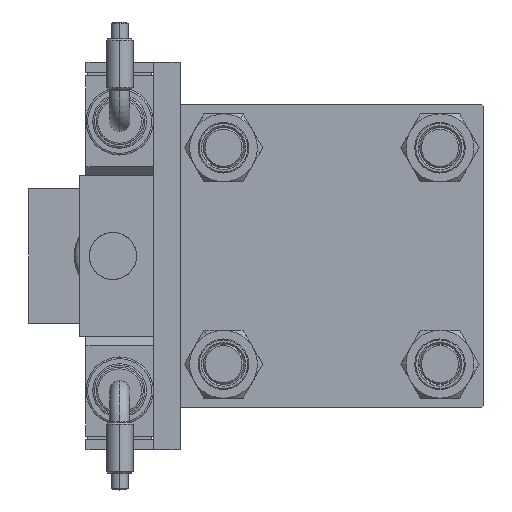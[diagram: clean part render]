
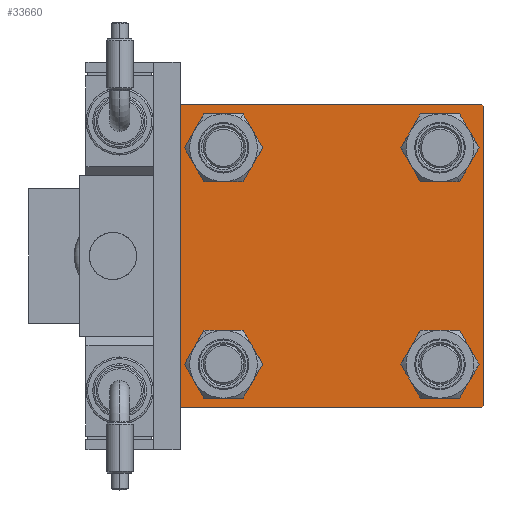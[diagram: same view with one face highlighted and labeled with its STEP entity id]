
A CAD part, left-side view. The second image highlights one B-rep face of the part: STEP entity #33660.
In plain terms, the highlighted planar face has unit normal (-1, 0, 0).
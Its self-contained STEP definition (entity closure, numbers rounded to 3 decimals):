
#310 = LINE ( 'NONE', #41298, #19500 ) ;
#441 = CARTESIAN_POINT ( 'NONE',  ( 0., -32.15, 25.65 ) ) ;
#589 = CIRCLE ( 'NONE', #15571, 6.5 ) ;
#895 = CARTESIAN_POINT ( 'NONE',  ( 0., 32.15, -25.65 ) ) ;
#1215 = DIRECTION ( 'NONE',  ( 0., 0., 1. ) ) ;
#2076 = ORIENTED_EDGE ( 'NONE', *, *, #55968, .T. ) ;
#2531 = VERTEX_POINT ( 'NONE', #54863 ) ;
#2677 = VERTEX_POINT ( 'NONE', #55442 ) ;
#2754 = ORIENTED_EDGE ( 'NONE', *, *, #27257, .T. ) ;
#2756 = DIRECTION ( 'NONE',  ( 0., 0., -1. ) ) ;
#2871 = EDGE_CURVE ( 'NONE', #52717, #54028, #30356, .T. ) ;
#2958 = EDGE_CURVE ( 'NONE', #44150, #55323, #19115, .T. ) ;
#2963 = EDGE_CURVE ( 'NONE', #6888, #32865, #20994, .T. ) ;
#3044 = VERTEX_POINT ( 'NONE', #19948 ) ;
#3421 = AXIS2_PLACEMENT_3D ( 'NONE', #3658, #50492, #14766 ) ;
#3658 = CARTESIAN_POINT ( 'NONE',  ( 0., 0., 0. ) ) ;
#3710 = EDGE_LOOP ( 'NONE', ( #9363, #57225 ) ) ;
#5112 = EDGE_LOOP ( 'NONE', ( #28828, #53878 ) ) ;
#5322 = DIRECTION ( 'NONE',  ( 0., 0., -1. ) ) ;
#6091 = VERTEX_POINT ( 'NONE', #56821 ) ;
#6648 = VERTEX_POINT ( 'NONE', #441 ) ;
#6888 = VERTEX_POINT ( 'NONE', #45454 ) ;
#7061 = EDGE_CURVE ( 'NONE', #53484, #6648, #589, .T. ) ;
#7145 = CARTESIAN_POINT ( 'NONE',  ( 0., 45., 45. ) ) ;
#7358 = CARTESIAN_POINT ( 'NONE',  ( 0., -44.75, 44.75 ) ) ;
#7910 = AXIS2_PLACEMENT_3D ( 'NONE', #21741, #22892, #40477 ) ;
#8036 = CARTESIAN_POINT ( 'NONE',  ( 0., 44.75, 44.75 ) ) ;
#8202 = DIRECTION ( 'NONE',  ( 1., 0., 0. ) ) ;
#8606 = ORIENTED_EDGE ( 'NONE', *, *, #2871, .T. ) ;
#9363 = ORIENTED_EDGE ( 'NONE', *, *, #2963, .T. ) ;
#10046 = ORIENTED_EDGE ( 'NONE', *, *, #32705, .T. ) ;
#10864 = DIRECTION ( 'NONE',  ( 0., 0., 1. ) ) ;
#12100 = DIRECTION ( 'NONE',  ( 1., 0., 0. ) ) ;
#12335 = ORIENTED_EDGE ( 'NONE', *, *, #31503, .T. ) ;
#12597 = AXIS2_PLACEMENT_3D ( 'NONE', #23476, #41044, #1215 ) ;
#12828 = ORIENTED_EDGE ( 'NONE', *, *, #54078, .T. ) ;
#13200 = DIRECTION ( 'NONE',  ( 0., 0.707, 0.707 ) ) ;
#13603 = FACE_OUTER_BOUND ( 'NONE', #30466, .T. ) ;
#14766 = DIRECTION ( 'NONE',  ( 0., 0., 1. ) ) ;
#15571 = AXIS2_PLACEMENT_3D ( 'NONE', #46042, #28187, #23500 ) ;
#16142 = LINE ( 'NONE', #7358, #40719 ) ;
#16212 = DIRECTION ( 'NONE',  ( 0., -0.707, 0.707 ) ) ;
#17442 = ORIENTED_EDGE ( 'NONE', *, *, #30861, .T. ) ;
#17558 = ORIENTED_EDGE ( 'NONE', *, *, #27510, .F. ) ;
#17700 = FACE_BOUND ( 'NONE', #48693, .T. ) ;
#17874 = VERTEX_POINT ( 'NONE', #54082 ) ;
#19115 = CIRCLE ( 'NONE', #12597, 6.5 ) ;
#19366 = ORIENTED_EDGE ( 'NONE', *, *, #7061, .T. ) ;
#19500 = VECTOR ( 'NONE', #53889, 1000. ) ;
#19755 = LINE ( 'NONE', #37609, #43512 ) ;
#19948 = CARTESIAN_POINT ( 'NONE',  ( 0., -45., 44.5 ) ) ;
#20087 = AXIS2_PLACEMENT_3D ( 'NONE', #32251, #55086, #10864 ) ;
#20105 = DIRECTION ( 'NONE',  ( 0., 0., 1. ) ) ;
#20994 = CIRCLE ( 'NONE', #20087, 6.5 ) ;
#21738 = LINE ( 'NONE', #53352, #48117 ) ;
#21741 = CARTESIAN_POINT ( 'NONE',  ( 0., 32.15, -32.15 ) ) ;
#21772 = LINE ( 'NONE', #7145, #25141 ) ;
#21832 = CARTESIAN_POINT ( 'NONE',  ( 0., 45., -45. ) ) ;
#22892 = DIRECTION ( 'NONE',  ( 1., 0., 0. ) ) ;
#23290 = VERTEX_POINT ( 'NONE', #29725 ) ;
#23476 = CARTESIAN_POINT ( 'NONE',  ( 0., 32.15, 32.15 ) ) ;
#23483 = CARTESIAN_POINT ( 'NONE',  ( 0., -45., 45. ) ) ;
#23500 = DIRECTION ( 'NONE',  ( 0., 0., 1. ) ) ;
#24510 = CARTESIAN_POINT ( 'NONE',  ( 0., 32.15, 32.15 ) ) ;
#25141 = VECTOR ( 'NONE', #2756, 1000. ) ;
#26024 = EDGE_LOOP ( 'NONE', ( #19366, #2754 ) ) ;
#26638 = AXIS2_PLACEMENT_3D ( 'NONE', #24510, #42366, #20105 ) ;
#27257 = EDGE_CURVE ( 'NONE', #6648, #53484, #48038, .T. ) ;
#27510 = EDGE_CURVE ( 'NONE', #3044, #56187, #41052, .T. ) ;
#27680 = VECTOR ( 'NONE', #39087, 1000. ) ;
#27892 = VECTOR ( 'NONE', #39695, 1000. ) ;
#28187 = DIRECTION ( 'NONE',  ( 1., 0., 0. ) ) ;
#28828 = ORIENTED_EDGE ( 'NONE', *, *, #29051, .T. ) ;
#29051 = EDGE_CURVE ( 'NONE', #55323, #44150, #52797, .T. ) ;
#29258 = EDGE_CURVE ( 'NONE', #23290, #2677, #21738, .T. ) ;
#29693 = CARTESIAN_POINT ( 'NONE',  ( 0., 32.15, -32.15 ) ) ;
#29725 = CARTESIAN_POINT ( 'NONE',  ( 0., 44.5, 45. ) ) ;
#30230 = DIRECTION ( 'NONE',  ( 0., -1., 0. ) ) ;
#30338 = EDGE_CURVE ( 'NONE', #6091, #56187, #19755, .T. ) ;
#30356 = CIRCLE ( 'NONE', #7910, 6.5 ) ;
#30450 = CARTESIAN_POINT ( 'NONE',  ( 0., -32.15, -32.15 ) ) ;
#30466 = EDGE_LOOP ( 'NONE', ( #2076, #12828, #55998, #56238, #17558, #17442, #31030, #10046 ) ) ;
#30861 = EDGE_CURVE ( 'NONE', #3044, #2677, #16142, .T. ) ;
#31011 = CARTESIAN_POINT ( 'NONE',  ( 0., 32.15, 38.65 ) ) ;
#31030 = ORIENTED_EDGE ( 'NONE', *, *, #29258, .F. ) ;
#31503 = EDGE_CURVE ( 'NONE', #54028, #52717, #54763, .T. ) ;
#32251 = CARTESIAN_POINT ( 'NONE',  ( 0., -32.15, -32.15 ) ) ;
#32705 = EDGE_CURVE ( 'NONE', #23290, #2531, #52260, .T. ) ;
#32865 = VERTEX_POINT ( 'NONE', #41105 ) ;
#33660 = ADVANCED_FACE ( 'NONE', ( #39966, #57810, #17700, #35561, #13603 ), #43775, .T. ) ;
#34034 = AXIS2_PLACEMENT_3D ( 'NONE', #56590, #12100, #42564 ) ;
#35561 = FACE_BOUND ( 'NONE', #5112, .T. ) ;
#37609 = CARTESIAN_POINT ( 'NONE',  ( 0., -44.75, -44.75 ) ) ;
#39087 = DIRECTION ( 'NONE',  ( 0., 0.707, -0.707 ) ) ;
#39695 = DIRECTION ( 'NONE',  ( 0., -1., 0. ) ) ;
#39844 = EDGE_CURVE ( 'NONE', #32865, #6888, #49374, .T. ) ;
#39966 = FACE_BOUND ( 'NONE', #26024, .T. ) ;
#40477 = DIRECTION ( 'NONE',  ( 0., 0., 1. ) ) ;
#40683 = EDGE_CURVE ( 'NONE', #43439, #6091, #45235, .T. ) ;
#40719 = VECTOR ( 'NONE', #13200, 1000. ) ;
#41044 = DIRECTION ( 'NONE',  ( 1., 0., 0. ) ) ;
#41052 = LINE ( 'NONE', #23483, #54600 ) ;
#41105 = CARTESIAN_POINT ( 'NONE',  ( 0., -32.15, -38.65 ) ) ;
#41298 = CARTESIAN_POINT ( 'NONE',  ( 0., 44.75, -44.75 ) ) ;
#41411 = CARTESIAN_POINT ( 'NONE',  ( 0., 44.5, -45. ) ) ;
#41655 = CARTESIAN_POINT ( 'NONE',  ( 0., -45., -44.5 ) ) ;
#42366 = DIRECTION ( 'NONE',  ( 1., 0., 0. ) ) ;
#42564 = DIRECTION ( 'NONE',  ( 0., 0., 1. ) ) ;
#43439 = VERTEX_POINT ( 'NONE', #41411 ) ;
#43512 = VECTOR ( 'NONE', #16212, 1000. ) ;
#43775 = PLANE ( 'NONE',  #3421 ) ;
#43928 = DIRECTION ( 'NONE',  ( 0., 0., 1. ) ) ;
#44150 = VERTEX_POINT ( 'NONE', #54104 ) ;
#45235 = LINE ( 'NONE', #21832, #27892 ) ;
#45454 = CARTESIAN_POINT ( 'NONE',  ( 0., -32.15, -25.65 ) ) ;
#46042 = CARTESIAN_POINT ( 'NONE',  ( 0., -32.15, 32.15 ) ) ;
#47841 = DIRECTION ( 'NONE',  ( 0., 0., 1. ) ) ;
#48038 = CIRCLE ( 'NONE', #34034, 6.5 ) ;
#48117 = VECTOR ( 'NONE', #30230, 1000. ) ;
#48693 = EDGE_LOOP ( 'NONE', ( #12335, #8606 ) ) ;
#49107 = CARTESIAN_POINT ( 'NONE',  ( 0., 32.15, -38.65 ) ) ;
#49374 = CIRCLE ( 'NONE', #54044, 6.5 ) ;
#50492 = DIRECTION ( 'NONE',  ( -1., 0., 0. ) ) ;
#51956 = AXIS2_PLACEMENT_3D ( 'NONE', #29693, #52799, #47841 ) ;
#52260 = LINE ( 'NONE', #8036, #27680 ) ;
#52717 = VERTEX_POINT ( 'NONE', #49107 ) ;
#52797 = CIRCLE ( 'NONE', #26638, 6.5 ) ;
#52799 = DIRECTION ( 'NONE',  ( 1., 0., 0. ) ) ;
#53352 = CARTESIAN_POINT ( 'NONE',  ( 0., 45., 45. ) ) ;
#53484 = VERTEX_POINT ( 'NONE', #57614 ) ;
#53878 = ORIENTED_EDGE ( 'NONE', *, *, #2958, .T. ) ;
#53889 = DIRECTION ( 'NONE',  ( 0., -0.707, -0.707 ) ) ;
#54028 = VERTEX_POINT ( 'NONE', #895 ) ;
#54044 = AXIS2_PLACEMENT_3D ( 'NONE', #30450, #8202, #43928 ) ;
#54078 = EDGE_CURVE ( 'NONE', #17874, #43439, #310, .T. ) ;
#54082 = CARTESIAN_POINT ( 'NONE',  ( 0., 45., -44.5 ) ) ;
#54104 = CARTESIAN_POINT ( 'NONE',  ( 0., 32.15, 25.65 ) ) ;
#54600 = VECTOR ( 'NONE', #5322, 1000. ) ;
#54763 = CIRCLE ( 'NONE', #51956, 6.5 ) ;
#54863 = CARTESIAN_POINT ( 'NONE',  ( 0., 45., 44.5 ) ) ;
#55086 = DIRECTION ( 'NONE',  ( 1., 0., 0. ) ) ;
#55323 = VERTEX_POINT ( 'NONE', #31011 ) ;
#55442 = CARTESIAN_POINT ( 'NONE',  ( 0., -44.5, 45. ) ) ;
#55968 = EDGE_CURVE ( 'NONE', #2531, #17874, #21772, .T. ) ;
#55998 = ORIENTED_EDGE ( 'NONE', *, *, #40683, .T. ) ;
#56187 = VERTEX_POINT ( 'NONE', #41655 ) ;
#56238 = ORIENTED_EDGE ( 'NONE', *, *, #30338, .T. ) ;
#56590 = CARTESIAN_POINT ( 'NONE',  ( 0., -32.15, 32.15 ) ) ;
#56821 = CARTESIAN_POINT ( 'NONE',  ( 0., -44.5, -45. ) ) ;
#57225 = ORIENTED_EDGE ( 'NONE', *, *, #39844, .T. ) ;
#57614 = CARTESIAN_POINT ( 'NONE',  ( 0., -32.15, 38.65 ) ) ;
#57810 = FACE_BOUND ( 'NONE', #3710, .T. ) ;
